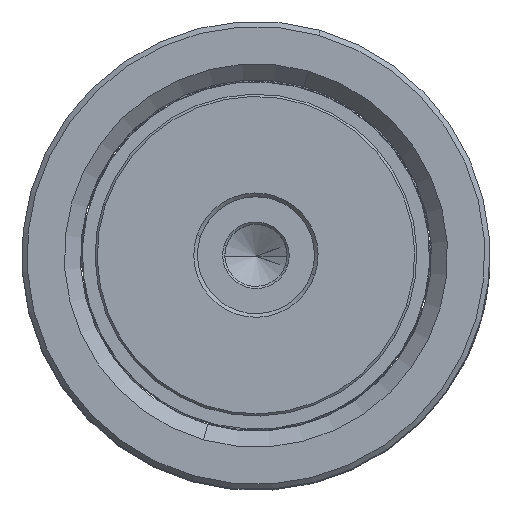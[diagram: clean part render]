
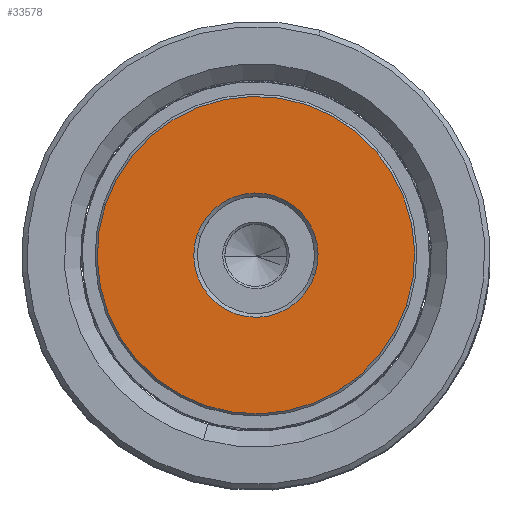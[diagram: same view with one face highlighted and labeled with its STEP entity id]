
A CAD part, top view. The second image highlights one B-rep face of the part: STEP entity #33578.
In plain terms, the highlighted face is planar.
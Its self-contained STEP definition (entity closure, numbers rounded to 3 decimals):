
#267 = EDGE_CURVE ( 'NONE', #5772, #17000, #10696, .T. ) ;
#2886 = CIRCLE ( 'NONE', #12679, 8.5 ) ;
#3803 = FACE_OUTER_BOUND ( 'NONE', #12031, .T. ) ;
#5261 = VERTEX_POINT ( 'NONE', #27818 ) ;
#5401 = CARTESIAN_POINT ( 'NONE',  ( 21.7, 0., 0. ) ) ;
#5412 = DIRECTION ( 'NONE',  ( 0., 0., -1. ) ) ;
#5772 = VERTEX_POINT ( 'NONE', #5401 ) ;
#6773 = EDGE_CURVE ( 'NONE', #25715, #5261, #2886, .T. ) ;
#6923 = FACE_BOUND ( 'NONE', #33388, .T. ) ;
#7120 = DIRECTION ( 'NONE',  ( 0., 0., 1. ) ) ;
#7635 = DIRECTION ( 'NONE',  ( 1., 0., 0. ) ) ;
#7927 = EDGE_CURVE ( 'NONE', #5261, #25715, #15760, .T. ) ;
#10696 = CIRCLE ( 'NONE', #22750, 21.7 ) ;
#10909 = CARTESIAN_POINT ( 'NONE',  ( 0., 0., 0. ) ) ;
#12031 = EDGE_LOOP ( 'NONE', ( #31123, #27001 ) ) ;
#12679 = AXIS2_PLACEMENT_3D ( 'NONE', #15749, #7120, #32869 ) ;
#13062 = AXIS2_PLACEMENT_3D ( 'NONE', #13969, #28559, #31680 ) ;
#13235 = CARTESIAN_POINT ( 'NONE',  ( 0., 0., 0. ) ) ;
#13908 = CIRCLE ( 'NONE', #13062, 21.7 ) ;
#13917 = CARTESIAN_POINT ( 'NONE',  ( 0., 0., 0. ) ) ;
#13969 = CARTESIAN_POINT ( 'NONE',  ( 0., 0., 0. ) ) ;
#15479 = CARTESIAN_POINT ( 'NONE',  ( 8.5, 0., 0. ) ) ;
#15749 = CARTESIAN_POINT ( 'NONE',  ( 0., 0., 0. ) ) ;
#15760 = CIRCLE ( 'NONE', #24063, 8.5 ) ;
#15990 = CARTESIAN_POINT ( 'NONE',  ( -21.7, 0., 0. ) ) ;
#17000 = VERTEX_POINT ( 'NONE', #15990 ) ;
#19456 = DIRECTION ( 'NONE',  ( 0., 0., 1. ) ) ;
#22255 = DIRECTION ( 'NONE',  ( 1., 0., 0. ) ) ;
#22750 = AXIS2_PLACEMENT_3D ( 'NONE', #10909, #5412, #34285 ) ;
#24063 = AXIS2_PLACEMENT_3D ( 'NONE', #13235, #33503, #7635 ) ;
#25715 = VERTEX_POINT ( 'NONE', #15479 ) ;
#27001 = ORIENTED_EDGE ( 'NONE', *, *, #28484, .T. ) ;
#27074 = AXIS2_PLACEMENT_3D ( 'NONE', #13917, #19456, #22255 ) ;
#27226 = ORIENTED_EDGE ( 'NONE', *, *, #6773, .T. ) ;
#27818 = CARTESIAN_POINT ( 'NONE',  ( -8.5, 0., 0. ) ) ;
#28278 = PLANE ( 'NONE',  #27074 ) ;
#28484 = EDGE_CURVE ( 'NONE', #17000, #5772, #13908, .T. ) ;
#28559 = DIRECTION ( 'NONE',  ( 0., 0., -1. ) ) ;
#31123 = ORIENTED_EDGE ( 'NONE', *, *, #267, .T. ) ;
#31657 = ORIENTED_EDGE ( 'NONE', *, *, #7927, .T. ) ;
#31680 = DIRECTION ( 'NONE',  ( 1., 0., 0. ) ) ;
#32869 = DIRECTION ( 'NONE',  ( 1., 0., 0. ) ) ;
#33388 = EDGE_LOOP ( 'NONE', ( #31657, #27226 ) ) ;
#33503 = DIRECTION ( 'NONE',  ( 0., 0., 1. ) ) ;
#33578 = ADVANCED_FACE ( 'NONE', ( #3803, #6923 ), #28278, .F. ) ;
#34285 = DIRECTION ( 'NONE',  ( 1., 0., 0. ) ) ;
